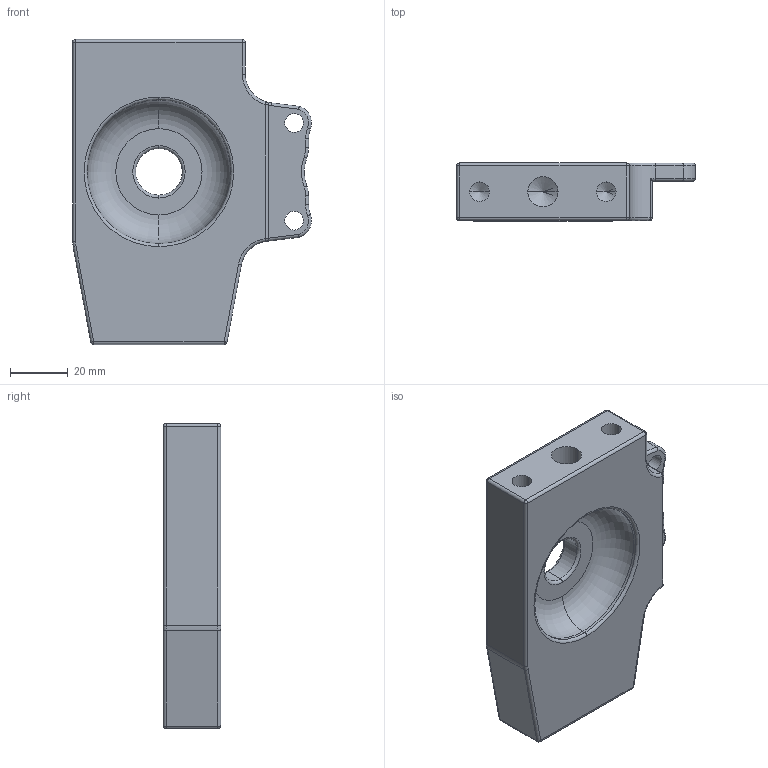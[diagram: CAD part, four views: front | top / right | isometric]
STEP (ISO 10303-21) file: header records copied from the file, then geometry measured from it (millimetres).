
FILE_DESCRIPTION (( 'STEP AP203' ), '1' );
FILE_NAME ('PM V OK DROIT.STEP', '2023-02-13T15:34:32', ( '' ), ( '' ), 'SwSTEP 2.0', 'SolidWorks 2021', '' );
FILE_SCHEMA (( 'CONFIG_CONTROL_DESIGN' ));
Length unit declared in the file: millimetre
Products named in the file (1): PM V OK DROIT
Bounding box: 83 x 20 x 106 mm (x, y, z)
Volume: 107558.5 mm3; surface area: 24368.9 mm2
Topology: 1 solids, 1 shells, 120 faces, 281 edges, 149 vertices
Faces by surface type: cylinder 55, torus 30, plane 15, cone 10, sphere 10
Entity records: 3401 total; most frequent: DIRECTION 639, CARTESIAN_POINT 616, ORIENTED_EDGE 522, AXIS2_PLACEMENT_3D 270, EDGE_CURVE 261, VERTEX_POINT 149, CIRCLE 149, EDGE_LOOP 132
